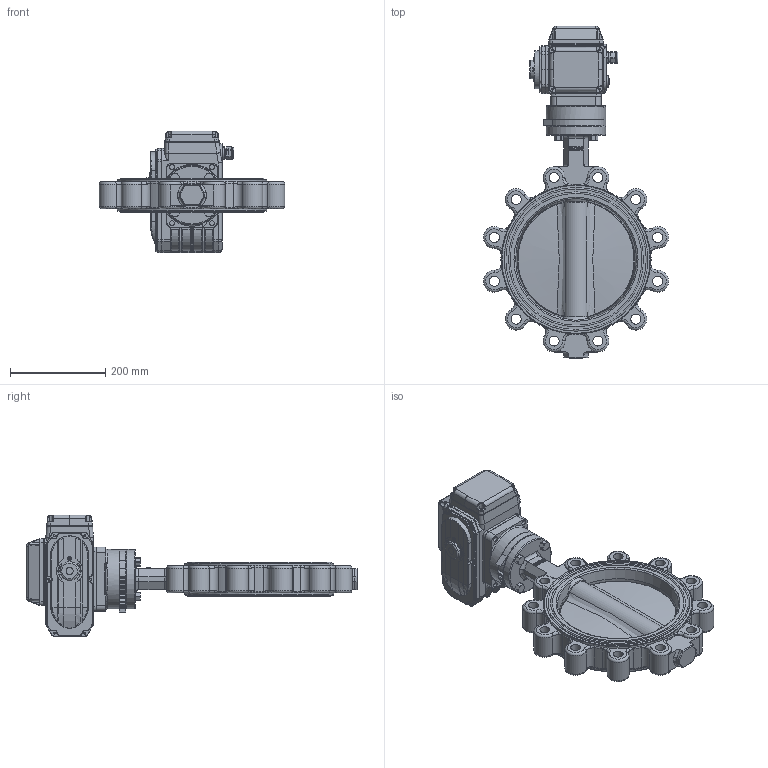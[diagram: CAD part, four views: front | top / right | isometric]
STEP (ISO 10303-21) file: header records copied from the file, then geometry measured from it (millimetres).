
FILE_DESCRIPTION(/* description */ ('Unknown','CAx-IF Rec.Pracs.---Representation and Presentation of Product Manufacturing Information (PMI)---4.0---2014-10-13','CAx-IF Rec.Pracs.---3D Tessellated Geometry---0.4---2014-09-14','2;1'),/* implementation_level */ '2;1');
FILE_NAME(/* name */ 'AE13_AE14 5200_5210_5220-16',/* time_stamp */ '2023-11-24T11:23:42+01:00',/* author */ ('Unknown'),/* organization */ ('Unknown'),/* preprocessor_version */ 'ST-DEVELOPER v18.102',/* originating_system */ 'Solid Edge',/* authorisation */ 'Unknown');
FILE_SCHEMA (('AP242_MANAGED_MODEL_BASED_3D_ENGINEERING_MIM_LF { 1 0 10303 442 1 1 4 }'));
Length unit declared in the file: millimetre
Products named in the file (50): AE400_403-5.200_210_220.250; LUG-DN250; DN250概极; seat; disc; shaft1; shaft2; bushing1; AE11-AE16_(AE200_AE400_AE600); NQ40-007 秶郘裔蝶菜; NQ10-035 噩え; TC20X12X7; 盄坶2; NQ40-006 萇蚾裔蝶菜; M倰假蚾啣; NQ40-002A驱动盖(改); NQ10-037 忒雄紱釬諳裔; NQ10-033 硌渀; 盄黑; M型电动执行器直装平视20190829; NQ40-001 眊极; 驱动盖部装(改); NQ40-002A驱动盖(改)_0; NQ40-005驱动盖胶垫; TC20X12X7_0; NQ10-033 硌渀_0; 萇蚾裔窒蚾; NQ40-003 萇蚾裔; NQ40-006 萇蚾裔蝶菜_0; 秶郘裔窒蚾; NQ40-004 秶郘裔; NQ40-007 秶郘裔蝶菜_0; NQ10-037 忒雄紱釬諳裔_0; 盄坶; 盄坶1; 盄坶2_0; 盄黑_0; M倰薊粣ん; M倰假蚾啣_0; NQ10-034 梓僅啣 ...
Assembly tree (52 placements, depth 5):
  AE400_403-5.200_210_220.250
    LUG-DN250
      DN250概极
      seat
      disc
      shaft1
      shaft2
      bushing1
    AE11-AE16_(AE200_AE400_AE600)
      NQ40-007 秶郘裔蝶菜
      NQ10-035 噩え
      TC20X12X7
      盄坶2
      NQ40-006 萇蚾裔蝶菜
      M倰假蚾啣
      NQ40-002A驱动盖(改)
      NQ10-037 忒雄紱釬諳裔
      NQ10-033 硌渀
      盄黑
      M型电动执行器直装平视20190829
        NQ40-001 眊极
        驱动盖部装(改)
          NQ40-002A驱动盖(改)_0
          NQ40-005驱动盖胶垫
          TC20X12X7_0
        NQ10-033 硌渀_0
        萇蚾裔窒蚾
          NQ40-003 萇蚾裔
          NQ40-006 萇蚾裔蝶菜_0
        秶郘裔窒蚾
          NQ40-004 秶郘裔
          NQ40-007 秶郘裔蝶菜_0
        NQ10-037 忒雄紱釬諳裔_0
        盄坶
          盄坶1
          盄坶2_0
        盄黑_0
        M倰薊粣ん
        M倰假蚾啣_0
        NQ10-034 梓僅啣
        NQ10-035 噩え_0
      NQ40-004 秶郘裔_0
      NQ10-034 梓僅啣_0
      NQ40-005驱动盖胶垫_0
      盄坶1_0
      NQ40-003 萇蚾裔_0
      M倰薊粣ん_0
      NQ40-001 眊极_0
    M12x50  x4
    Rasterscheibe DN300
Bounding box: 388.76 x 696.71 x 255.5 mm (x, y, z)
Volume: 7991246.3 mm3; surface area: 1240852.2 mm2
Topology: 28 solids, 28 shells, 2718 faces, 7013 edges, 4450 vertices
Faces by surface type: plane 1056, cylinder 905, bspline 337, torus 320, cone 82, sphere 18
Full cylindrical faces by diameter (mm): 2.5 x8, 3.2 x2, 3.3 x4, 3.5 x1, 4 x8, 4.2 x11, 5.5 x14, 5.8 x14, 6.8 x5, 8 x1, 8.5 x6, 9.663 x8, 10.5 x4, 12 x9, 12.3 x1, 13.2 x1, 13.5 x1, 13.8 x1, 14 x1, 14.6 x2, 15 x1, 16 x1, 17.4 x1, 18 x1, 18.7 x1, 19 x2, 19.16 x1, 20 x3, 21 x15, 24 x1
Entity records: 95509 total; most frequent: CARTESIAN_POINT 31257, ORIENTED_EDGE 12974, DIRECTION 12890, EDGE_CURVE 6487, AXIS2_PLACEMENT_3D 4872, VERTEX_POINT 4267, FACE_BOUND 3204, EDGE_LOOP 3188
